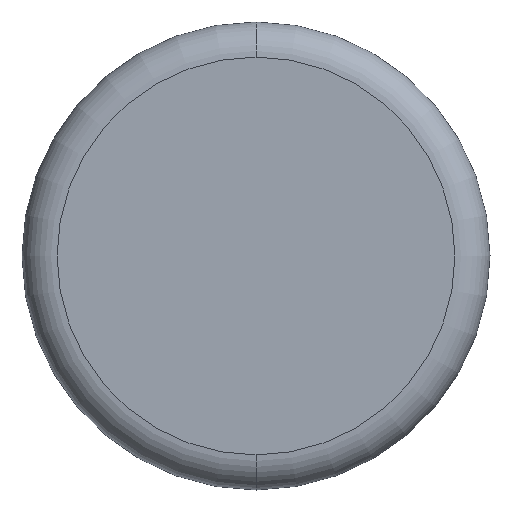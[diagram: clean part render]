
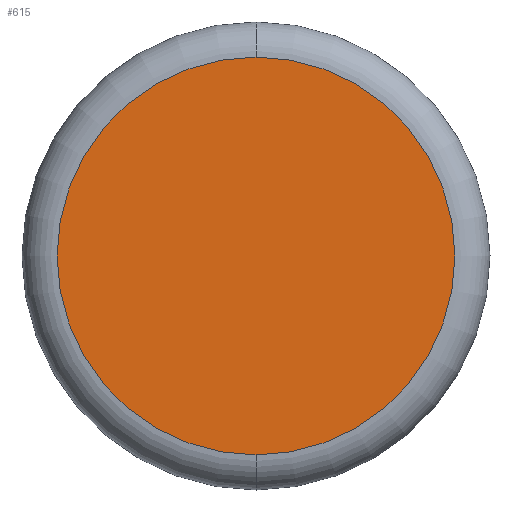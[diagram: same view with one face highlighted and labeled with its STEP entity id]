
A CAD part, front view. The second image highlights one B-rep face of the part: STEP entity #615.
In plain terms, the highlighted planar face has unit normal (0, -1, 0).
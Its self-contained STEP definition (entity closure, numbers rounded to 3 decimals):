
#273 = ORIENTED_EDGE ( 'NONE', *, *, #2682, .T. ) ;
#292 = DIRECTION ( 'NONE',  ( 0., 0., 1. ) ) ;
#422 = AXIS2_PLACEMENT_3D ( 'NONE', #2366, #742, #292 ) ;
#430 = CIRCLE ( 'NONE', #1463, 17. ) ;
#615 = ADVANCED_FACE ( 'NONE', ( #1030 ), #2746, .F. ) ;
#675 = DIRECTION ( 'NONE',  ( 0., -1., 0. ) ) ;
#742 = DIRECTION ( 'NONE',  ( 0., 1., 0. ) ) ;
#808 = CARTESIAN_POINT ( 'NONE',  ( 0., 0., -17. ) ) ;
#979 = CARTESIAN_POINT ( 'NONE',  ( 0., 0., 0. ) ) ;
#1030 = FACE_OUTER_BOUND ( 'NONE', #2283, .T. ) ;
#1350 = VERTEX_POINT ( 'NONE', #3351 ) ;
#1463 = AXIS2_PLACEMENT_3D ( 'NONE', #979, #675, #2074 ) ;
#1577 = EDGE_CURVE ( 'NONE', #1350, #2319, #430, .T. ) ;
#2074 = DIRECTION ( 'NONE',  ( 0., 0., 1. ) ) ;
#2283 = EDGE_LOOP ( 'NONE', ( #2473, #273 ) ) ;
#2319 = VERTEX_POINT ( 'NONE', #808 ) ;
#2366 = CARTESIAN_POINT ( 'NONE',  ( 0., 0., 0. ) ) ;
#2473 = ORIENTED_EDGE ( 'NONE', *, *, #1577, .T. ) ;
#2498 = CARTESIAN_POINT ( 'NONE',  ( 0., 0., 0. ) ) ;
#2513 = DIRECTION ( 'NONE',  ( 0., -1., 0. ) ) ;
#2682 = EDGE_CURVE ( 'NONE', #2319, #1350, #3321, .T. ) ;
#2746 = PLANE ( 'NONE',  #422 ) ;
#3081 = DIRECTION ( 'NONE',  ( 0., 0., 1. ) ) ;
#3321 = CIRCLE ( 'NONE', #3487, 17. ) ;
#3351 = CARTESIAN_POINT ( 'NONE',  ( 0., 0., 17. ) ) ;
#3487 = AXIS2_PLACEMENT_3D ( 'NONE', #2498, #2513, #3081 ) ;
